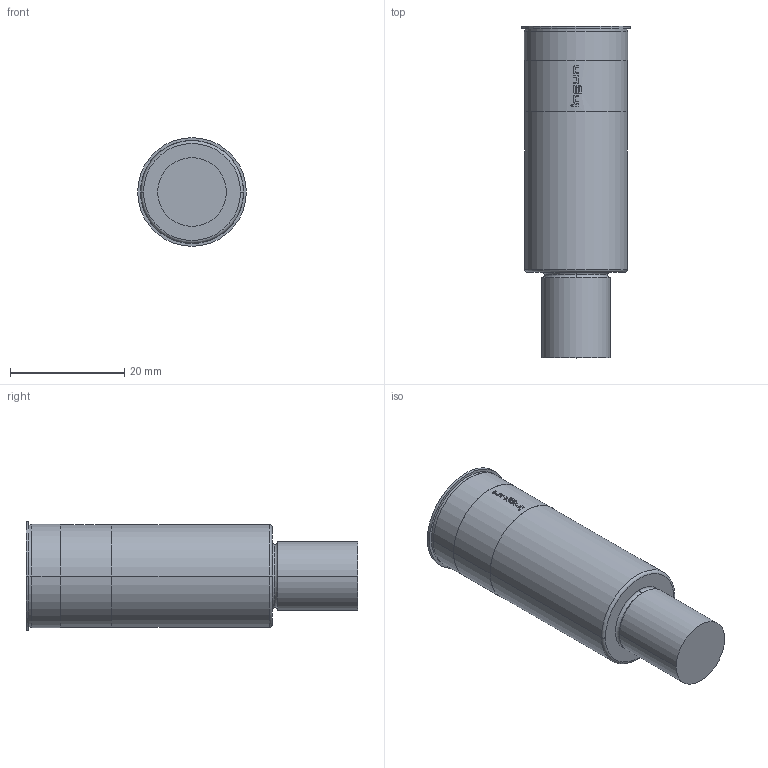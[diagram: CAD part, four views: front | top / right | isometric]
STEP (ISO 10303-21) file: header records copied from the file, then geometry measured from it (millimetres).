
FILE_DESCRIPTION (( 'STEP AP203' ), '1' );
FILE_NAME ('INGUN_KS-672_D10_M12-R.STEP', '2022-02-09T05:31:28', ( 'ochi' ), ( '' ), 'SwSTEP 2.0', 'SolidWorks 2018', '' );
FILE_SCHEMA (( 'CONFIG_CONTROL_DESIGN' ));
Length unit declared in the file: millimetre
Products named in the file (1): INGUN_KS-672_D10_M12-R
Bounding box: 19 x 58 x 19 mm (x, y, z)
Volume: 12611.3 mm3; surface area: 3572.3 mm2
Topology: 1 solids, 1 shells, 93 faces, 236 edges, 156 vertices
Faces by surface type: plane 47, bspline 22, cylinder 18, torus 6
Entity records: 3183 total; most frequent: CARTESIAN_POINT 1014, ORIENTED_EDGE 472, DIRECTION 372, EDGE_CURVE 236, VERTEX_POINT 156, AXIS2_PLACEMENT_3D 150, EDGE_LOOP 104, FACE_OUTER_BOUND 93
